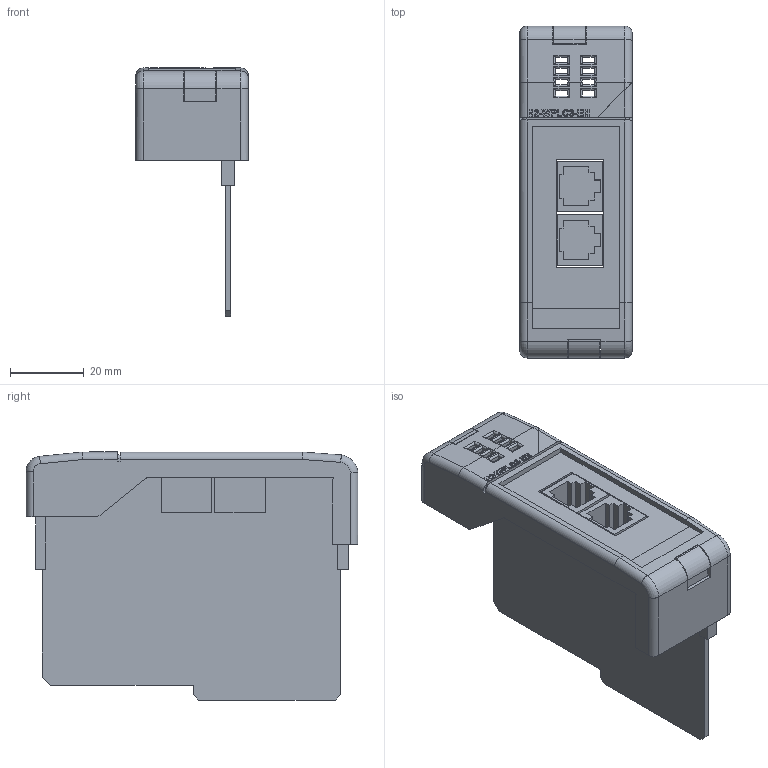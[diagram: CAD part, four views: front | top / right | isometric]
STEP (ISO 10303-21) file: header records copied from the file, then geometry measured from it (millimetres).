
FILE_DESCRIPTION (( 'STEP AP214' ), '1' );
FILE_NAME ('H2-WPLC3-EN.STEP', '2011-04-07T11:49:24', ( ' ' ), ( ' ' ), 'SwSTEP 2.0', 'SolidWorks 2009', '' );
FILE_SCHEMA (( 'AUTOMOTIVE_DESIGN' ));
Length unit declared in the file: millimetre
Products named in the file (1): H2-WPLC3-EN
Bounding box: 30.55 x 90 x 67.37 mm (x, y, z)
Volume: 19329.1 mm3; surface area: 29786.4 mm2
Topology: 4 solids, 4 shells, 441 faces, 1255 edges, 822 vertices
Faces by surface type: plane 309, cylinder 84, bspline 39, torus 9
Entity records: 20985 total; most frequent: CARTESIAN_POINT 5018, ORIENTED_EDGE 2510, DIRECTION 1990, EDGE_CURVE 1255, VECTOR 1010, LINE 1010, VERTEX_POINT 822, AXIS2_PLACEMENT_3D 490
